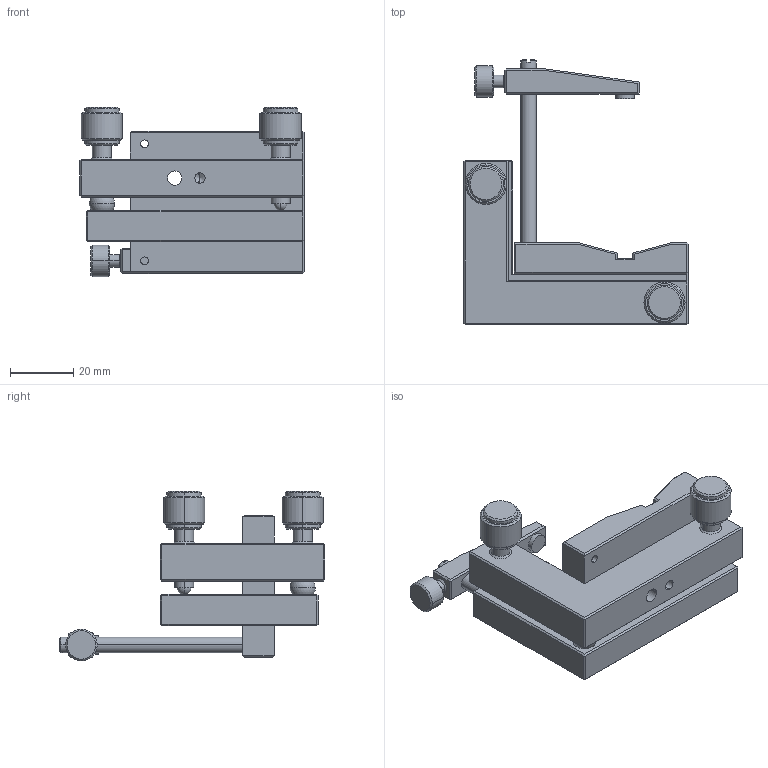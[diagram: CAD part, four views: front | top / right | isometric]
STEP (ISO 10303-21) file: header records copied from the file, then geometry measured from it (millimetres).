
FILE_DESCRIPTION (( 'STEP AP203' ), '1' );
FILE_NAME ('GCM-182101M三维外形图.STEP', '2016-12-30T00:38:03', ( '' ), ( '' ), 'SwSTEP 2.0', 'SolidWorks 2015', '' );
FILE_SCHEMA (( 'CONFIG_CONTROL_DESIGN' ));
Length unit declared in the file: millimetre
Products named in the file (2): GCM-182101M三维外形图
Bounding box: 71 x 84 x 53.6 mm (x, y, z)
Volume: 60168.7 mm3; surface area: 21993.9 mm2
Topology: 1 solids, 4 shells, 271 faces, 593 edges, 350 vertices
Faces by surface type: plane 170, cylinder 60, cone 30, sphere 7, torus 4
Entity records: 7334 total; most frequent: DIRECTION 1299, CARTESIAN_POINT 1211, ORIENTED_EDGE 1154, EDGE_CURVE 577, AXIS2_PLACEMENT_3D 455, LINE 389, VECTOR 389, VERTEX_POINT 343
